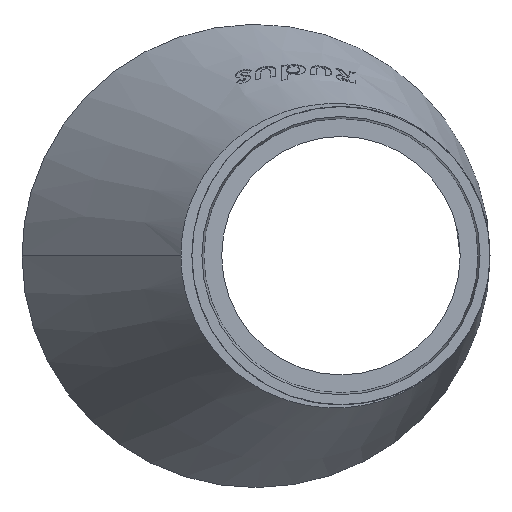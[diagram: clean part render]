
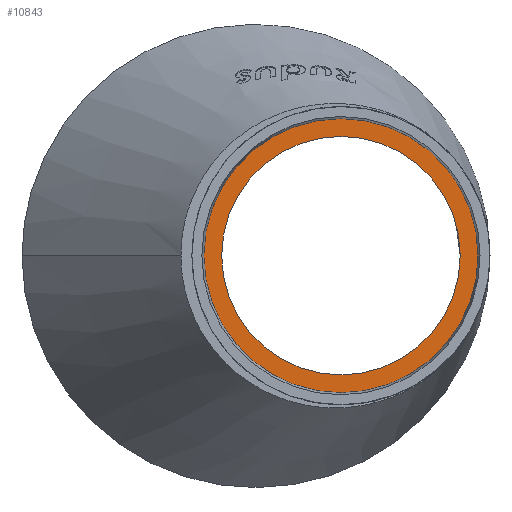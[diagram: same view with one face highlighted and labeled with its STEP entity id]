
A CAD part, top view. The second image highlights one B-rep face of the part: STEP entity #10843.
In plain terms, the highlighted planar face has unit normal (0, 0, 1).
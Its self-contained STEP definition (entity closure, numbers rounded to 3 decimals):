
#468 = EDGE_CURVE ( 'NONE', #10132, #3504, #11006, .T. ) ;
#508 = CARTESIAN_POINT ( 'NONE',  ( 200., 0., 430. ) ) ;
#883 = AXIS2_PLACEMENT_3D ( 'NONE', #9723, #6107, #19832 ) ;
#1701 = DIRECTION ( 'NONE',  ( 1., 0., 0. ) ) ;
#2477 = CARTESIAN_POINT ( 'NONE',  ( 200., 0., 430. ) ) ;
#2907 = CARTESIAN_POINT ( 'NONE',  ( -100., 0., 430. ) ) ;
#3504 = VERTEX_POINT ( 'NONE', #12279 ) ;
#4119 = DIRECTION ( 'NONE',  ( 1., 0., 0. ) ) ;
#4447 = AXIS2_PLACEMENT_3D ( 'NONE', #18875, #16839, #4599 ) ;
#4599 = DIRECTION ( 'NONE',  ( -1., 0., 0. ) ) ;
#5150 = CIRCLE ( 'NONE', #11671, 300. ) ;
#6107 = DIRECTION ( 'NONE',  ( 0., 0., 1. ) ) ;
#6413 = FACE_BOUND ( 'NONE', #18669, .T. ) ;
#6419 = EDGE_CURVE ( 'NONE', #13908, #8332, #13896, .T. ) ;
#6796 = CARTESIAN_POINT ( 'NONE',  ( 200., 0., 430. ) ) ;
#7134 = DIRECTION ( 'NONE',  ( 0., 0., 1. ) ) ;
#8332 = VERTEX_POINT ( 'NONE', #17241 ) ;
#9378 = DIRECTION ( 'NONE',  ( 0., 0., 1. ) ) ;
#9723 = CARTESIAN_POINT ( 'NONE',  ( 200., 0., 430. ) ) ;
#10132 = VERTEX_POINT ( 'NONE', #22127 ) ;
#10843 = ADVANCED_FACE ( 'NONE', ( #6413, #13439 ), #21944, .F. ) ;
#11006 = CIRCLE ( 'NONE', #883, 345. ) ;
#11111 = ORIENTED_EDGE ( 'NONE', *, *, #11154, .T. ) ;
#11154 = EDGE_CURVE ( 'NONE', #3504, #10132, #20016, .T. ) ;
#11671 = AXIS2_PLACEMENT_3D ( 'NONE', #508, #21243, #4119 ) ;
#12242 = ORIENTED_EDGE ( 'NONE', *, *, #18350, .F. ) ;
#12279 = CARTESIAN_POINT ( 'NONE',  ( -145., 0., 430. ) ) ;
#13439 = FACE_OUTER_BOUND ( 'NONE', #19922, .T. ) ;
#13858 = AXIS2_PLACEMENT_3D ( 'NONE', #2477, #9378, #16304 ) ;
#13896 = CIRCLE ( 'NONE', #16796, 300. ) ;
#13908 = VERTEX_POINT ( 'NONE', #2907 ) ;
#16304 = DIRECTION ( 'NONE',  ( 1., 0., 0. ) ) ;
#16796 = AXIS2_PLACEMENT_3D ( 'NONE', #6796, #7134, #1701 ) ;
#16839 = DIRECTION ( 'NONE',  ( 0., 0., -1. ) ) ;
#17070 = ORIENTED_EDGE ( 'NONE', *, *, #6419, .F. ) ;
#17241 = CARTESIAN_POINT ( 'NONE',  ( 500., 0., 430. ) ) ;
#18350 = EDGE_CURVE ( 'NONE', #8332, #13908, #5150, .T. ) ;
#18669 = EDGE_LOOP ( 'NONE', ( #12242, #17070 ) ) ;
#18875 = CARTESIAN_POINT ( 'NONE',  ( 500., 0., 430. ) ) ;
#19832 = DIRECTION ( 'NONE',  ( 1., 0., 0. ) ) ;
#19922 = EDGE_LOOP ( 'NONE', ( #20381, #11111 ) ) ;
#20016 = CIRCLE ( 'NONE', #13858, 345. ) ;
#20381 = ORIENTED_EDGE ( 'NONE', *, *, #468, .T. ) ;
#21243 = DIRECTION ( 'NONE',  ( 0., 0., 1. ) ) ;
#21944 = PLANE ( 'NONE',  #4447 ) ;
#22127 = CARTESIAN_POINT ( 'NONE',  ( 545., 0., 430. ) ) ;
